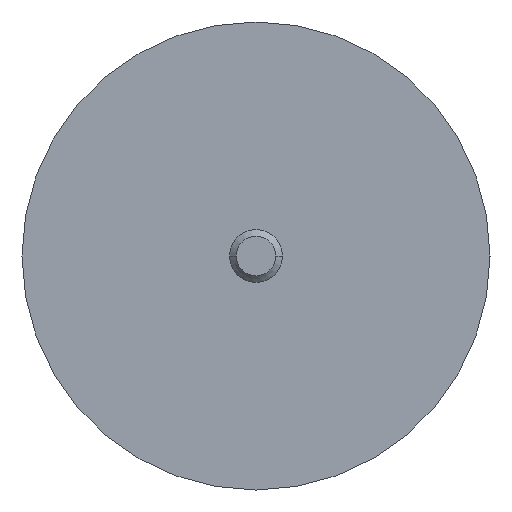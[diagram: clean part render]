
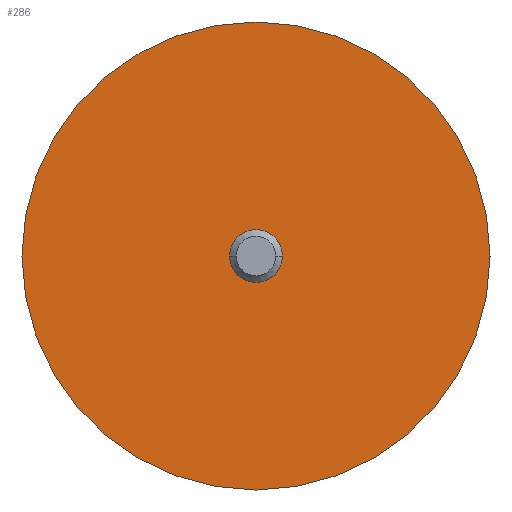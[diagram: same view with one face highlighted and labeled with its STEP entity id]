
A CAD part, left-side view. The second image highlights one B-rep face of the part: STEP entity #286.
In plain terms, the highlighted planar face has unit normal (-1, 0, 0).
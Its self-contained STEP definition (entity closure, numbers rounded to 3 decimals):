
#72=CARTESIAN_POINT('',(-32.0,17.75,17.75));
#73=VERTEX_POINT('',#72);
#89=CARTESIAN_POINT('',(-32.0,-17.75,17.75));
#90=VERTEX_POINT('',#89);
#97=CARTESIAN_POINT('',(-32.0,0.,17.75));
#98=DIRECTION('',(-1.0,0.0,0.0));
#99=DIRECTION('',(0.0,1.0,0.0));
#100=AXIS2_PLACEMENT_3D('',#97,#98,#99);
#101=CIRCLE('',#100,17.75);
#102=EDGE_CURVE('',#73,#90,#101,.T.);
#113=CARTESIAN_POINT('',(-32.0,0.,17.75));
#114=DIRECTION('',(-1.0,0.0,0.0));
#115=DIRECTION('',(0.0,1.0,0.0));
#116=AXIS2_PLACEMENT_3D('',#113,#114,#115);
#117=CIRCLE('',#116,17.75);
#118=EDGE_CURVE('',#90,#73,#117,.T.);
#277=CARTESIAN_POINT('',(-32.0,-19.525,37.275));
#278=DIRECTION('',(1.0,0.0,0.0));
#279=DIRECTION('',(0.0,0.0,-1.0));
#280=AXIS2_PLACEMENT_3D('',#277,#278,#279);
#281=PLANE('',#280);
#282=ORIENTED_EDGE('',*,*,#118,.T.);
#283=ORIENTED_EDGE('',*,*,#102,.T.);
#284=EDGE_LOOP('',(#282,#283));
#285=FACE_OUTER_BOUND('',#284,.T.);
#286=ADVANCED_FACE('',(#285),#281,.F.);
